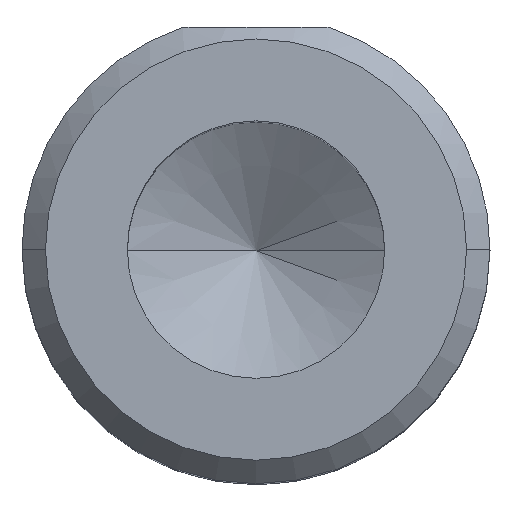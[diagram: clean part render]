
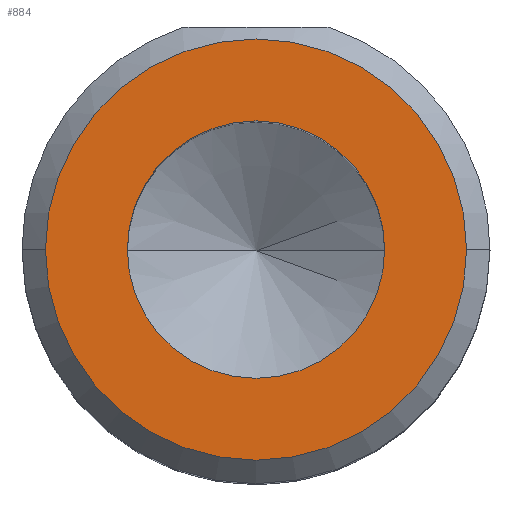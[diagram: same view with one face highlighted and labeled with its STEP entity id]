
A CAD part, top view. The second image highlights one B-rep face of the part: STEP entity #884.
In plain terms, the highlighted planar face has unit normal (0, 0, 1).
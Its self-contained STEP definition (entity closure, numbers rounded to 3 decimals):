
#18 = CARTESIAN_POINT ( 'NONE',  ( -2.7, 0., 5. ) ) ;
#158 = AXIS2_PLACEMENT_3D ( 'NONE', #1044, #468, #1142 ) ;
#181 = PLANE ( 'NONE',  #211 ) ;
#201 = AXIS2_PLACEMENT_3D ( 'NONE', #941, #372, #1041 ) ;
#211 = AXIS2_PLACEMENT_3D ( 'NONE', #361, #273, #935 ) ;
#273 = DIRECTION ( 'NONE',  ( 0., 0., 1. ) ) ;
#320 = DIRECTION ( 'NONE',  ( 0., 0., 1. ) ) ;
#331 = CARTESIAN_POINT ( 'NONE',  ( -1.65, 0., 5. ) ) ;
#361 = CARTESIAN_POINT ( 'NONE',  ( 0., 0., 5. ) ) ;
#372 = DIRECTION ( 'NONE',  ( 0., 0., 1. ) ) ;
#434 = CARTESIAN_POINT ( 'NONE',  ( 2.7, 0., 5. ) ) ;
#439 = AXIS2_PLACEMENT_3D ( 'NONE', #1099, #519, #1186 ) ;
#466 = VERTEX_POINT ( 'NONE', #18 ) ;
#467 = EDGE_CURVE ( 'NONE', #466, #614, #822, .T. ) ;
#468 = DIRECTION ( 'NONE',  ( 0., 0., 1. ) ) ;
#480 = ORIENTED_EDGE ( 'NONE', *, *, #467, .T. ) ;
#519 = DIRECTION ( 'NONE',  ( 0., 0., 1. ) ) ;
#526 = FACE_OUTER_BOUND ( 'NONE', #815, .T. ) ;
#531 = AXIS2_PLACEMENT_3D ( 'NONE', #893, #320, #987 ) ;
#582 = ORIENTED_EDGE ( 'NONE', *, *, #596, .F. ) ;
#596 = EDGE_CURVE ( 'NONE', #1109, #627, #1117, .T. ) ;
#614 = VERTEX_POINT ( 'NONE', #434 ) ;
#627 = VERTEX_POINT ( 'NONE', #331 ) ;
#815 = EDGE_LOOP ( 'NONE', ( #480, #1067 ) ) ;
#822 = CIRCLE ( 'NONE', #531, 2.7 ) ;
#884 = ADVANCED_FACE ( 'NONE', ( #526, #1061 ), #181, .T. ) ;
#893 = CARTESIAN_POINT ( 'NONE',  ( 0., 0., 5. ) ) ;
#899 = EDGE_LOOP ( 'NONE', ( #582, #1091 ) ) ;
#921 = EDGE_CURVE ( 'NONE', #614, #466, #1006, .T. ) ;
#935 = DIRECTION ( 'NONE',  ( 1., 0., 0. ) ) ;
#941 = CARTESIAN_POINT ( 'NONE',  ( 0., 0., 5. ) ) ;
#967 = CIRCLE ( 'NONE', #158, 1.65 ) ;
#983 = EDGE_CURVE ( 'NONE', #627, #1109, #967, .T. ) ;
#987 = DIRECTION ( 'NONE',  ( 1., 0., 0. ) ) ;
#1006 = CIRCLE ( 'NONE', #201, 2.7 ) ;
#1041 = DIRECTION ( 'NONE',  ( 1., 0., 0. ) ) ;
#1044 = CARTESIAN_POINT ( 'NONE',  ( 0., 0., 5. ) ) ;
#1061 = FACE_BOUND ( 'NONE', #899, .T. ) ;
#1067 = ORIENTED_EDGE ( 'NONE', *, *, #921, .T. ) ;
#1091 = ORIENTED_EDGE ( 'NONE', *, *, #983, .F. ) ;
#1099 = CARTESIAN_POINT ( 'NONE',  ( 0., 0., 5. ) ) ;
#1109 = VERTEX_POINT ( 'NONE', #1252 ) ;
#1117 = CIRCLE ( 'NONE', #439, 1.65 ) ;
#1142 = DIRECTION ( 'NONE',  ( 1., 0., 0. ) ) ;
#1186 = DIRECTION ( 'NONE',  ( 1., 0., 0. ) ) ;
#1252 = CARTESIAN_POINT ( 'NONE',  ( 1.65, 0., 5. ) ) ;
